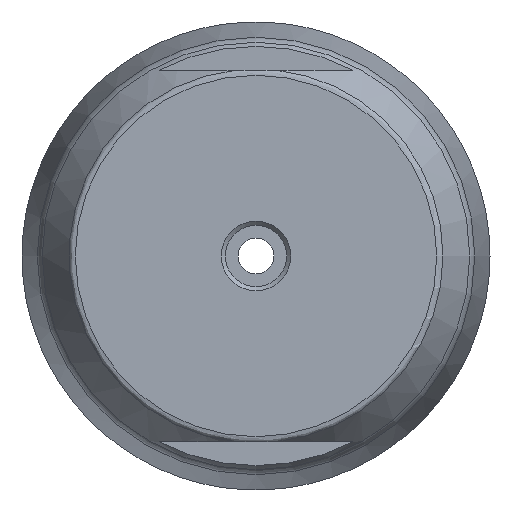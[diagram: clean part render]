
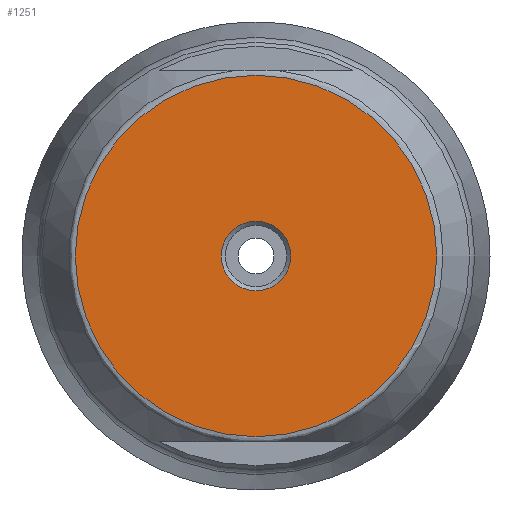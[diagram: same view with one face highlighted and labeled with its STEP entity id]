
A CAD part, front view. The second image highlights one B-rep face of the part: STEP entity #1251.
In plain terms, the highlighted planar face has unit normal (0, -1, 0).
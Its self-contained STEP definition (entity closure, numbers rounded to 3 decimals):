
#98=PLANE('',#1445);
#406=ORIENTED_EDGE('',*,*,#604,.T.);
#407=ORIENTED_EDGE('',*,*,#612,.F.);
#604=EDGE_CURVE('',#731,#731,#823,.T.);
#612=EDGE_CURVE('',#737,#737,#827,.T.);
#731=VERTEX_POINT('',#2180);
#737=VERTEX_POINT('',#2214);
#823=CIRCLE('',#1440,25.281);
#827=CIRCLE('',#1446,4.864);
#943=EDGE_LOOP('',(#406));
#944=EDGE_LOOP('',(#407));
#1105=FACE_BOUND('',#943,.T.);
#1106=FACE_BOUND('',#944,.T.);
#1251=ADVANCED_FACE('',(#1105,#1106),#98,.T.);
#1440=AXIS2_PLACEMENT_3D('',#2179,#1749,#1750);
#1445=AXIS2_PLACEMENT_3D('',#2212,#1759,#1760);
#1446=AXIS2_PLACEMENT_3D('',#2213,#1761,#1762);
#1749=DIRECTION('',(0.,-1.,0.));
#1750=DIRECTION('',(0.,0.,-1.));
#1759=DIRECTION('',(0.,-1.,0.));
#1760=DIRECTION('',(0.,0.,-1.));
#1761=DIRECTION('',(0.,-1.,0.));
#1762=DIRECTION('',(0.,0.,-1.));
#2179=CARTESIAN_POINT('',(0.,-82.,0.));
#2180=CARTESIAN_POINT('',(0.,-82.,-25.281));
#2212=CARTESIAN_POINT('',(2.5,-82.,0.));
#2213=CARTESIAN_POINT('',(0.,-82.,0.));
#2214=CARTESIAN_POINT('',(0.,-82.,-4.864));
